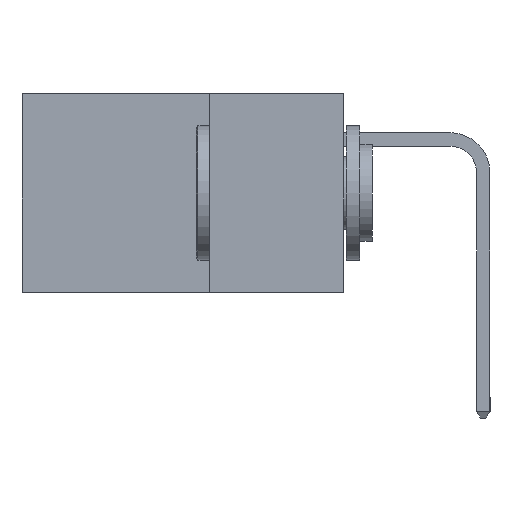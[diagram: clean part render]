
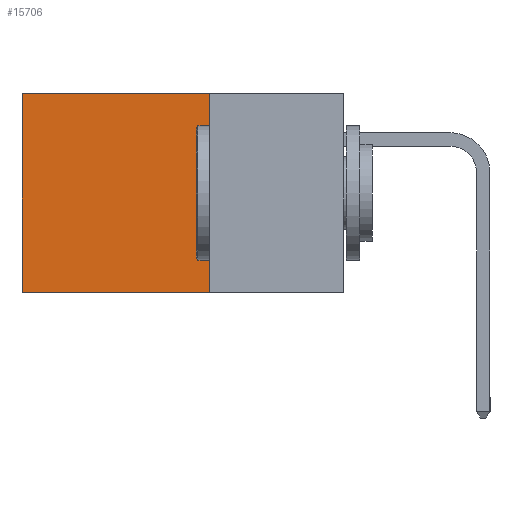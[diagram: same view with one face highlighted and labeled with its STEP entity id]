
A CAD part, left-side view. The second image highlights one B-rep face of the part: STEP entity #15706.
In plain terms, the highlighted planar face has unit normal (-1, 0, 0).
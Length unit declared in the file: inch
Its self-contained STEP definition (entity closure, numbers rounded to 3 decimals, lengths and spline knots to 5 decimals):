
#1366 = DIRECTION ( 'NONE',  ( 0., 0., -1. ) ) ;
#1521 = VECTOR ( 'NONE', #6037, 39.37008 ) ;
#1574 = CARTESIAN_POINT ( 'NONE',  ( 0.2615, 0.25, -0.37 ) ) ;
#2374 = VECTOR ( 'NONE', #18563, 39.37008 ) ;
#2465 = CARTESIAN_POINT ( 'NONE',  ( 0.2615, 0.25, -0.37 ) ) ;
#3148 = CARTESIAN_POINT ( 'NONE',  ( 0.2615, 0.6, -0.37 ) ) ;
#3337 = EDGE_CURVE ( 'NONE', #14959, #14019, #11391, .T. ) ;
#3432 = DIRECTION ( 'NONE',  ( 0., 0., -1. ) ) ;
#4831 = ORIENTED_EDGE ( 'NONE', *, *, #12061, .F. ) ;
#5357 = EDGE_LOOP ( 'NONE', ( #11088, #4831, #14384, #19863 ) ) ;
#5711 = CARTESIAN_POINT ( 'NONE',  ( 0.2615, 0.25, 0. ) ) ;
#6037 = DIRECTION ( 'NONE',  ( 0., 0., -1. ) ) ;
#6681 = CARTESIAN_POINT ( 'NONE',  ( 0.2615, 0.6, -0.37 ) ) ;
#6963 = DIRECTION ( 'NONE',  ( 0., 1., 0. ) ) ;
#7882 = LINE ( 'NONE', #5711, #2374 ) ;
#8703 = VERTEX_POINT ( 'NONE', #11527 ) ;
#8935 = PLANE ( 'NONE',  #16230 ) ;
#10023 = VERTEX_POINT ( 'NONE', #18054 ) ;
#10284 = CARTESIAN_POINT ( 'NONE',  ( 0.2615, 0.6, 0. ) ) ;
#11088 = ORIENTED_EDGE ( 'NONE', *, *, #3337, .T. ) ;
#11258 = EDGE_CURVE ( 'NONE', #10023, #8703, #17124, .T. ) ;
#11391 = LINE ( 'NONE', #6681, #1521 ) ;
#11527 = CARTESIAN_POINT ( 'NONE',  ( 0.2615, 0.25, -0.37 ) ) ;
#12061 = EDGE_CURVE ( 'NONE', #8703, #14019, #21819, .T. ) ;
#13816 = FACE_OUTER_BOUND ( 'NONE', #5357, .T. ) ;
#14019 = VERTEX_POINT ( 'NONE', #3148 ) ;
#14384 = ORIENTED_EDGE ( 'NONE', *, *, #11258, .F. ) ;
#14467 = DIRECTION ( 'NONE',  ( 1., 0., 0. ) ) ;
#14959 = VERTEX_POINT ( 'NONE', #10284 ) ;
#15706 = ADVANCED_FACE ( 'NONE', ( #13816 ), #8935, .F. ) ;
#16230 = AXIS2_PLACEMENT_3D ( 'NONE', #1574, #14467, #3432 ) ;
#16624 = EDGE_CURVE ( 'NONE', #10023, #14959, #7882, .T. ) ;
#17080 = VECTOR ( 'NONE', #6963, 39.37008 ) ;
#17124 = LINE ( 'NONE', #2465, #20756 ) ;
#18054 = CARTESIAN_POINT ( 'NONE',  ( 0.2615, 0.25, 0. ) ) ;
#18563 = DIRECTION ( 'NONE',  ( 0., 1., 0. ) ) ;
#19863 = ORIENTED_EDGE ( 'NONE', *, *, #16624, .T. ) ;
#20756 = VECTOR ( 'NONE', #1366, 39.37008 ) ;
#21819 = LINE ( 'NONE', #23166, #17080 ) ;
#23166 = CARTESIAN_POINT ( 'NONE',  ( 0.2615, 0.25, -0.37 ) ) ;
